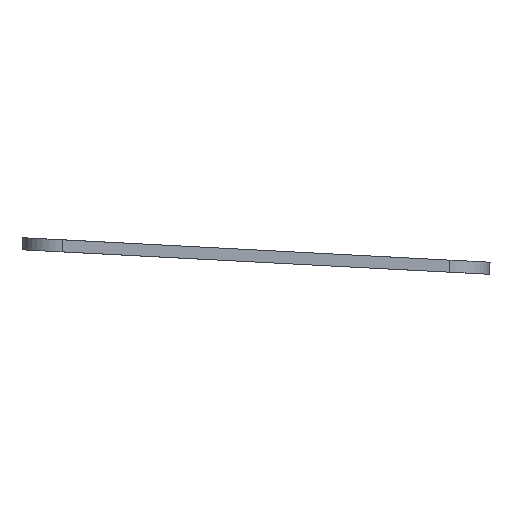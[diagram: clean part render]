
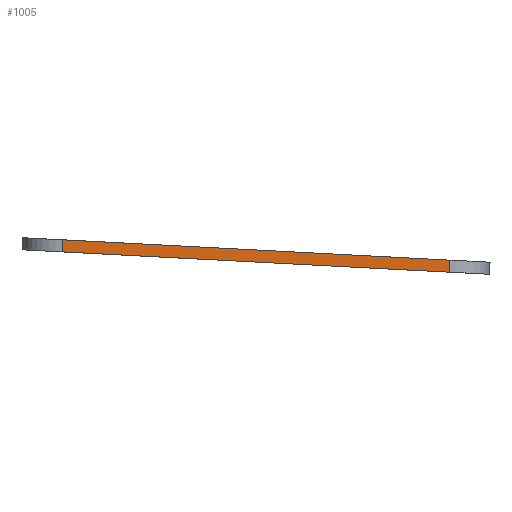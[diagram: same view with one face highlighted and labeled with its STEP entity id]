
A CAD part, left-side view. The second image highlights one B-rep face of the part: STEP entity #1005.
In plain terms, the highlighted planar face has unit normal (-1, 0, 0).
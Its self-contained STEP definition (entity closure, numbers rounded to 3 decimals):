
#61=PLANE('',#1107);
#81=FACE_OUTER_BOUND('',#152,.T.);
#152=EDGE_LOOP('',(#751,#752,#753,#754));
#216=LINE('',#1502,#292);
#220=LINE('',#1511,#296);
#239=LINE('',#1620,#315);
#240=LINE('',#1622,#316);
#292=VECTOR('',#1188,10.);
#296=VECTOR('',#1196,10.);
#315=VECTOR('',#1297,10.);
#316=VECTOR('',#1300,10.);
#435=VERTEX_POINT('',#1495);
#438=VERTEX_POINT('',#1500);
#441=VERTEX_POINT('',#1510);
#490=VERTEX_POINT('',#1618);
#534=EDGE_CURVE('',#438,#435,#216,.T.);
#538=EDGE_CURVE('',#435,#441,#220,.T.);
#593=EDGE_CURVE('',#441,#490,#239,.T.);
#594=EDGE_CURVE('',#438,#490,#240,.T.);
#751=ORIENTED_EDGE('',*,*,#534,.F.);
#752=ORIENTED_EDGE('',*,*,#594,.T.);
#753=ORIENTED_EDGE('',*,*,#593,.F.);
#754=ORIENTED_EDGE('',*,*,#538,.F.);
#1005=ADVANCED_FACE('',(#81),#61,.T.);
#1107=AXIS2_PLACEMENT_3D('',#1621,#1298,#1299);
#1188=DIRECTION('',(0.,-0.052,0.999));
#1196=DIRECTION('',(0.,-0.999,-0.052));
#1297=DIRECTION('',(0.,0.052,-0.999));
#1298=DIRECTION('center_axis',(-1.,0.,0.));
#1299=DIRECTION('ref_axis',(0.,-0.999,-0.052));
#1300=DIRECTION('',(0.,-0.999,-0.052));
#1495=CARTESIAN_POINT('',(-162.909,46.462,23.651));
#1500=CARTESIAN_POINT('',(-162.909,46.619,20.655));
#1502=CARTESIAN_POINT('',(-162.909,46.624,20.555));
#1510=CARTESIAN_POINT('',(-162.909,-49.706,18.611));
#1511=CARTESIAN_POINT('',(-162.909,26.914,22.627));
#1618=CARTESIAN_POINT('',(-162.909,-49.549,15.615));
#1620=CARTESIAN_POINT('',(-162.909,-49.544,15.516));
#1621=CARTESIAN_POINT('Origin',(-162.909,55.612,21.026));
#1622=CARTESIAN_POINT('',(-162.909,27.071,19.631));
